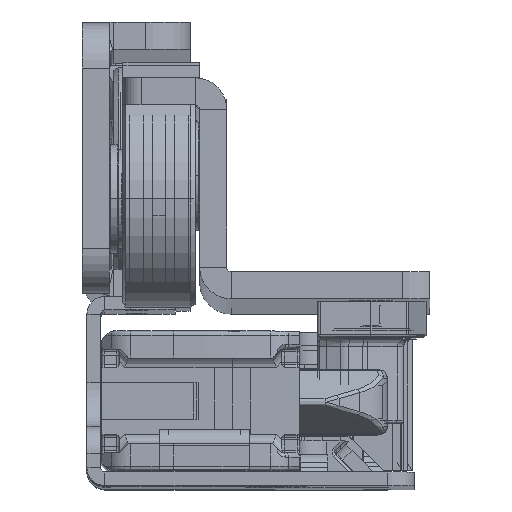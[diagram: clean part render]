
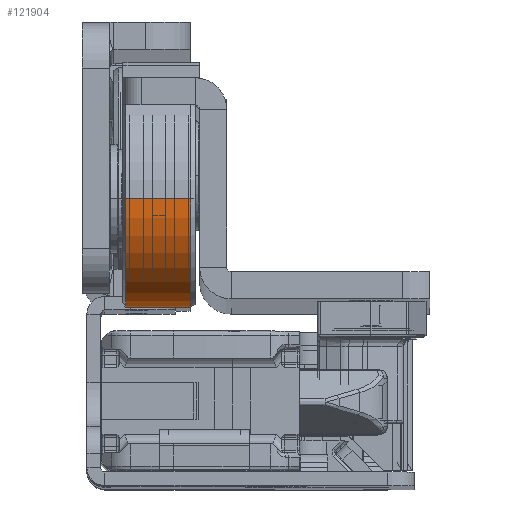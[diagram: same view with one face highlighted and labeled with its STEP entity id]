
A CAD part, top view. The second image highlights one B-rep face of the part: STEP entity #121904.
In plain terms, the highlighted cylindrical face has radius 12 mm (diameter 24 mm), a partial arc.
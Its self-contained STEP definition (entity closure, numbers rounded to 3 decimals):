
#1971 = ORIENTED_EDGE ( 'NONE', *, *, #77676, .T. ) ;
#2573 = AXIS2_PLACEMENT_3D ( 'NONE', #95007, #117448, #107213 ) ;
#8469 = DIRECTION ( 'NONE',  ( -1., 0., 0. ) ) ;
#11214 = CIRCLE ( 'NONE', #2573, 12. ) ;
#11441 = EDGE_CURVE ( 'NONE', #70433, #107079, #49704, .T. ) ;
#26977 = ORIENTED_EDGE ( 'NONE', *, *, #11441, .F. ) ;
#30494 = AXIS2_PLACEMENT_3D ( 'NONE', #87493, #76575, #96345 ) ;
#32363 = ORIENTED_EDGE ( 'NONE', *, *, #115587, .T. ) ;
#35643 = CARTESIAN_POINT ( 'NONE',  ( 0.5, 0., 12. ) ) ;
#44707 = CARTESIAN_POINT ( 'NONE',  ( 7.711, 0., 12. ) ) ;
#46981 = DIRECTION ( 'NONE',  ( 1., 0., 0. ) ) ;
#47640 = DIRECTION ( 'NONE',  ( 0., 0., -1. ) ) ;
#49704 = LINE ( 'NONE', #117561, #52255 ) ;
#52255 = VECTOR ( 'NONE', #86238, 1000. ) ;
#62964 = FACE_OUTER_BOUND ( 'NONE', #64752, .T. ) ;
#63462 = AXIS2_PLACEMENT_3D ( 'NONE', #91207, #46981, #47640 ) ;
#64752 = EDGE_LOOP ( 'NONE', ( #1971, #32363, #75051, #26977 ) ) ;
#70433 = VERTEX_POINT ( 'NONE', #44707 ) ;
#75051 = ORIENTED_EDGE ( 'NONE', *, *, #78482, .T. ) ;
#76575 = DIRECTION ( 'NONE',  ( -1., 0., 0. ) ) ;
#77676 = EDGE_CURVE ( 'NONE', #70433, #91226, #11214, .T. ) ;
#78482 = EDGE_CURVE ( 'NONE', #88033, #107079, #128854, .T. ) ;
#86112 = VECTOR ( 'NONE', #8469, 1000. ) ;
#86238 = DIRECTION ( 'NONE',  ( -1., 0., 0. ) ) ;
#87493 = CARTESIAN_POINT ( 'NONE',  ( 0., 0., 0. ) ) ;
#88033 = VERTEX_POINT ( 'NONE', #94516 ) ;
#91207 = CARTESIAN_POINT ( 'NONE',  ( 0.5, 0., 0. ) ) ;
#91226 = VERTEX_POINT ( 'NONE', #119409 ) ;
#94516 = CARTESIAN_POINT ( 'NONE',  ( 0.5, 0., -12. ) ) ;
#95007 = CARTESIAN_POINT ( 'NONE',  ( 7.711, 0., 0. ) ) ;
#96345 = DIRECTION ( 'NONE',  ( 0., 0., 1. ) ) ;
#98364 = CYLINDRICAL_SURFACE ( 'NONE', #30494, 12. ) ;
#107079 = VERTEX_POINT ( 'NONE', #35643 ) ;
#107213 = DIRECTION ( 'NONE',  ( 0., 0., 1. ) ) ;
#113284 = LINE ( 'NONE', #131739, #86112 ) ;
#115587 = EDGE_CURVE ( 'NONE', #91226, #88033, #113284, .T. ) ;
#117448 = DIRECTION ( 'NONE',  ( -1., 0., 0. ) ) ;
#117561 = CARTESIAN_POINT ( 'NONE',  ( 0., 0., 12. ) ) ;
#119409 = CARTESIAN_POINT ( 'NONE',  ( 7.711, 0., -12. ) ) ;
#121904 = ADVANCED_FACE ( 'NONE', ( #62964 ), #98364, .T. ) ;
#128854 = CIRCLE ( 'NONE', #63462, 12. ) ;
#131739 = CARTESIAN_POINT ( 'NONE',  ( 0., 0., -12. ) ) ;
